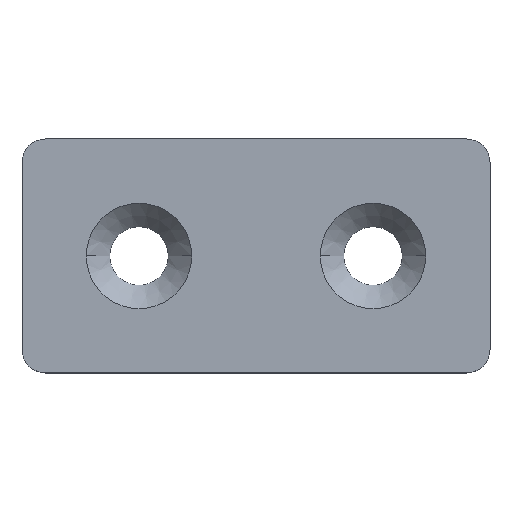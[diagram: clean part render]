
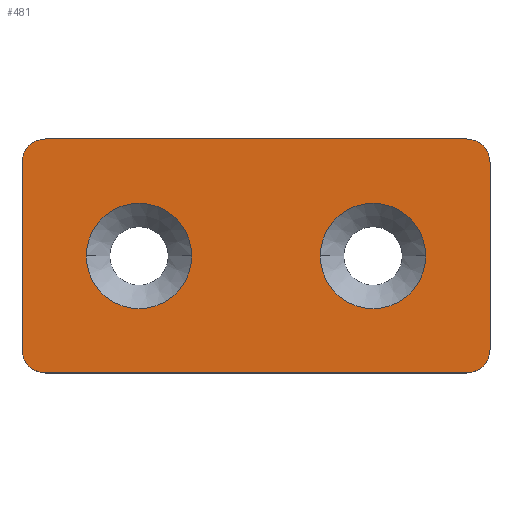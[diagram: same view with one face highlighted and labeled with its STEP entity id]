
A CAD part, top view. The second image highlights one B-rep face of the part: STEP entity #481.
In plain terms, the highlighted planar face has unit normal (0, 0, 1).
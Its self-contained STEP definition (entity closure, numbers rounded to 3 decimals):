
#3 = VERTEX_POINT ( 'NONE', #49 ) ;
#7 = ORIENTED_EDGE ( 'NONE', *, *, #79, .T. ) ;
#10 = CARTESIAN_POINT ( 'NONE',  ( 27., 15., 3. ) ) ;
#16 = DIRECTION ( 'NONE',  ( -1., 0., 0. ) ) ;
#17 = VERTEX_POINT ( 'NONE', #248 ) ;
#18 = LINE ( 'NONE', #424, #285 ) ;
#19 = EDGE_CURVE ( 'NONE', #453, #376, #18, .T. ) ;
#20 = CARTESIAN_POINT ( 'NONE',  ( 27., -12., 3. ) ) ;
#36 = ORIENTED_EDGE ( 'NONE', *, *, #145, .F. ) ;
#39 = CIRCLE ( 'NONE', #174, 6.75 ) ;
#42 = EDGE_CURVE ( 'NONE', #369, #403, #482, .T. ) ;
#43 = DIRECTION ( 'NONE',  ( 0., 0., 1. ) ) ;
#46 = DIRECTION ( 'NONE',  ( -1., 0., 0. ) ) ;
#47 = CARTESIAN_POINT ( 'NONE',  ( -30., 15., 3. ) ) ;
#49 = CARTESIAN_POINT ( 'NONE',  ( 30., -12., 3. ) ) ;
#52 = LINE ( 'NONE', #274, #420 ) ;
#54 = AXIS2_PLACEMENT_3D ( 'NONE', #391, #211, #46 ) ;
#79 = EDGE_CURVE ( 'NONE', #376, #339, #254, .T. ) ;
#81 = ORIENTED_EDGE ( 'NONE', *, *, #463, .T. ) ;
#85 = CARTESIAN_POINT ( 'NONE',  ( -30., 12., 3. ) ) ;
#92 = LINE ( 'NONE', #432, #406 ) ;
#94 = VECTOR ( 'NONE', #119, 1000. ) ;
#98 = CARTESIAN_POINT ( 'NONE',  ( 27., -15., 3. ) ) ;
#100 = DIRECTION ( 'NONE',  ( 0., 0., 1. ) ) ;
#101 = ORIENTED_EDGE ( 'NONE', *, *, #239, .T. ) ;
#103 = CIRCLE ( 'NONE', #389, 6.75 ) ;
#110 = ORIENTED_EDGE ( 'NONE', *, *, #374, .T. ) ;
#111 = AXIS2_PLACEMENT_3D ( 'NONE', #486, #409, #252 ) ;
#115 = CARTESIAN_POINT ( 'NONE',  ( -27., -15., 3. ) ) ;
#119 = DIRECTION ( 'NONE',  ( 0., 1., 0. ) ) ;
#121 = CARTESIAN_POINT ( 'NONE',  ( 15., 0., 3. ) ) ;
#127 = AXIS2_PLACEMENT_3D ( 'NONE', #47, #355, #16 ) ;
#130 = ORIENTED_EDGE ( 'NONE', *, *, #19, .T. ) ;
#131 = EDGE_CURVE ( 'NONE', #403, #369, #382, .T. ) ;
#145 = EDGE_CURVE ( 'NONE', #17, #149, #39, .T. ) ;
#149 = VERTEX_POINT ( 'NONE', #297 ) ;
#161 = EDGE_LOOP ( 'NONE', ( #130, #7, #306, #337, #236, #101, #110, #81 ) ) ;
#162 = DIRECTION ( 'NONE',  ( -1., 0., 0. ) ) ;
#163 = EDGE_LOOP ( 'NONE', ( #329, #440 ) ) ;
#165 = CIRCLE ( 'NONE', #264, 3. ) ;
#174 = AXIS2_PLACEMENT_3D ( 'NONE', #368, #402, #436 ) ;
#176 = DIRECTION ( 'NONE',  ( 1., 0., 0. ) ) ;
#181 = DIRECTION ( 'NONE',  ( -1., 0., 0. ) ) ;
#188 = DIRECTION ( 'NONE',  ( -1., 0., 0. ) ) ;
#189 = DIRECTION ( 'NONE',  ( 0., 0., 1. ) ) ;
#200 = CARTESIAN_POINT ( 'NONE',  ( -27., -12., 3. ) ) ;
#203 = ORIENTED_EDGE ( 'NONE', *, *, #415, .F. ) ;
#208 = CARTESIAN_POINT ( 'NONE',  ( 27., 12., 3. ) ) ;
#211 = DIRECTION ( 'NONE',  ( 0., 0., -1. ) ) ;
#212 = DIRECTION ( 'NONE',  ( -1., 0., 0. ) ) ;
#214 = FACE_BOUND ( 'NONE', #163, .T. ) ;
#223 = CARTESIAN_POINT ( 'NONE',  ( 30., 12., 3. ) ) ;
#226 = CIRCLE ( 'NONE', #347, 3. ) ;
#230 = CARTESIAN_POINT ( 'NONE',  ( -8.25, 0., 3. ) ) ;
#233 = VERTEX_POINT ( 'NONE', #223 ) ;
#236 = ORIENTED_EDGE ( 'NONE', *, *, #469, .T. ) ;
#239 = EDGE_CURVE ( 'NONE', #456, #3, #226, .T. ) ;
#248 = CARTESIAN_POINT ( 'NONE',  ( 8.25, 0., 3. ) ) ;
#252 = DIRECTION ( 'NONE',  ( -1., 0., 0. ) ) ;
#254 = CIRCLE ( 'NONE', #111, 3. ) ;
#260 = VERTEX_POINT ( 'NONE', #115 ) ;
#264 = AXIS2_PLACEMENT_3D ( 'NONE', #208, #100, #212 ) ;
#266 = CARTESIAN_POINT ( 'NONE',  ( -30., -12., 3. ) ) ;
#268 = DIRECTION ( 'NONE',  ( 1., 0., 0. ) ) ;
#274 = CARTESIAN_POINT ( 'NONE',  ( -30., -15., 3. ) ) ;
#276 = PLANE ( 'NONE',  #127 ) ;
#283 = DIRECTION ( 'NONE',  ( 0., -1., 0. ) ) ;
#285 = VECTOR ( 'NONE', #471, 1000. ) ;
#286 = CARTESIAN_POINT ( 'NONE',  ( -15., 0., 3. ) ) ;
#297 = CARTESIAN_POINT ( 'NONE',  ( 21.75, 0., 3. ) ) ;
#299 = CARTESIAN_POINT ( 'NONE',  ( -21.75, 0., 3. ) ) ;
#302 = CIRCLE ( 'NONE', #310, 3. ) ;
#306 = ORIENTED_EDGE ( 'NONE', *, *, #430, .T. ) ;
#310 = AXIS2_PLACEMENT_3D ( 'NONE', #200, #455, #162 ) ;
#329 = ORIENTED_EDGE ( 'NONE', *, *, #42, .T. ) ;
#331 = DIRECTION ( 'NONE',  ( 0., 0., -1. ) ) ;
#337 = ORIENTED_EDGE ( 'NONE', *, *, #410, .T. ) ;
#339 = VERTEX_POINT ( 'NONE', #85 ) ;
#347 = AXIS2_PLACEMENT_3D ( 'NONE', #20, #189, #181 ) ;
#355 = DIRECTION ( 'NONE',  ( 0., 0., -1. ) ) ;
#368 = CARTESIAN_POINT ( 'NONE',  ( 15., 0., 3. ) ) ;
#369 = VERTEX_POINT ( 'NONE', #230 ) ;
#374 = EDGE_CURVE ( 'NONE', #3, #233, #377, .T. ) ;
#375 = CARTESIAN_POINT ( 'NONE',  ( 30., -15., 3. ) ) ;
#376 = VERTEX_POINT ( 'NONE', #383 ) ;
#377 = LINE ( 'NONE', #375, #94 ) ;
#380 = VERTEX_POINT ( 'NONE', #266 ) ;
#382 = CIRCLE ( 'NONE', #461, 6.75 ) ;
#383 = CARTESIAN_POINT ( 'NONE',  ( -27., 15., 3. ) ) ;
#389 = AXIS2_PLACEMENT_3D ( 'NONE', #121, #43, #268 ) ;
#391 = CARTESIAN_POINT ( 'NONE',  ( -15., 0., 3. ) ) ;
#393 = FACE_OUTER_BOUND ( 'NONE', #161, .T. ) ;
#397 = FACE_BOUND ( 'NONE', #448, .T. ) ;
#402 = DIRECTION ( 'NONE',  ( 0., 0., 1. ) ) ;
#403 = VERTEX_POINT ( 'NONE', #299 ) ;
#406 = VECTOR ( 'NONE', #283, 1000. ) ;
#409 = DIRECTION ( 'NONE',  ( 0., 0., 1. ) ) ;
#410 = EDGE_CURVE ( 'NONE', #380, #260, #302, .T. ) ;
#415 = EDGE_CURVE ( 'NONE', #149, #17, #103, .T. ) ;
#420 = VECTOR ( 'NONE', #176, 1000. ) ;
#424 = CARTESIAN_POINT ( 'NONE',  ( -30., 15., 3. ) ) ;
#430 = EDGE_CURVE ( 'NONE', #339, #380, #92, .T. ) ;
#432 = CARTESIAN_POINT ( 'NONE',  ( -30., -15., 3. ) ) ;
#436 = DIRECTION ( 'NONE',  ( 1., 0., 0. ) ) ;
#440 = ORIENTED_EDGE ( 'NONE', *, *, #131, .T. ) ;
#448 = EDGE_LOOP ( 'NONE', ( #36, #203 ) ) ;
#453 = VERTEX_POINT ( 'NONE', #10 ) ;
#455 = DIRECTION ( 'NONE',  ( 0., 0., 1. ) ) ;
#456 = VERTEX_POINT ( 'NONE', #98 ) ;
#461 = AXIS2_PLACEMENT_3D ( 'NONE', #286, #331, #188 ) ;
#463 = EDGE_CURVE ( 'NONE', #233, #453, #165, .T. ) ;
#469 = EDGE_CURVE ( 'NONE', #260, #456, #52, .T. ) ;
#471 = DIRECTION ( 'NONE',  ( -1., 0., 0. ) ) ;
#481 = ADVANCED_FACE ( 'NONE', ( #397, #214, #393 ), #276, .F. ) ;
#482 = CIRCLE ( 'NONE', #54, 6.75 ) ;
#486 = CARTESIAN_POINT ( 'NONE',  ( -27., 12., 3. ) ) ;
